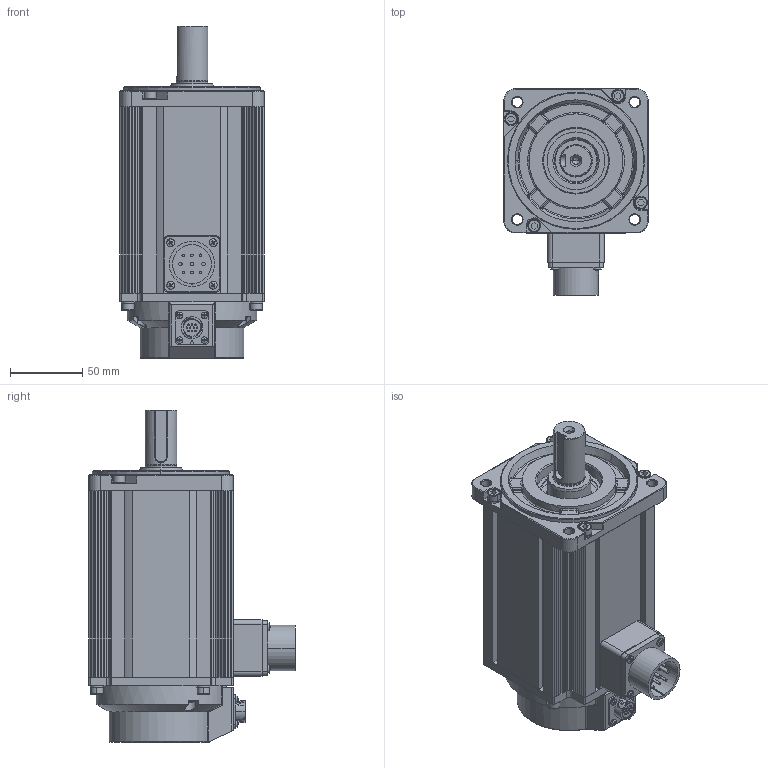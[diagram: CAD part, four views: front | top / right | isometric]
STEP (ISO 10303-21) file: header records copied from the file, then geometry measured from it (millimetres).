
FILE_DESCRIPTION (( 'STEP AP214' ), '1' );
FILE_NAME ('46111700001564.STEP', '2022-12-02T09:40:19', ( '11' ), ( '' ), 'SwSTEP 2.0', 'SolidWorks 2015', '' );
FILE_SCHEMA (( 'AUTOMOTIVE_DESIGN' ));
Length unit declared in the file: millimetre
Products named in the file (1): 46111700001564
Bounding box: 100 x 143 x 230 mm (x, y, z)
Surface area: 273030.5 mm2 (no closed solid volume)
Topology: 0 solids, 45 shells, 1873 faces, 4770 edges, 3101 vertices
Faces by surface type: plane 803, cylinder 717, cone 182, bspline 70, torus 59, sphere 42
Entity records: 84327 total; most frequent: CARTESIAN_POINT 18061, ORIENTED_EDGE 9440, DIRECTION 9372, EDGE_CURVE 4736, AXIS2_PLACEMENT_3D 3519, VERTEX_POINT 3097, LINE 2334, VECTOR 2334
